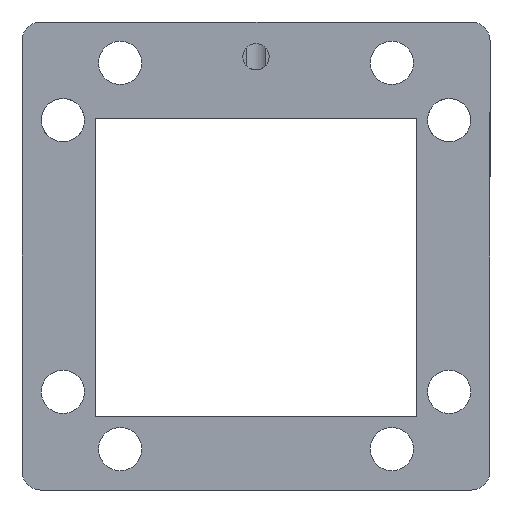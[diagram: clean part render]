
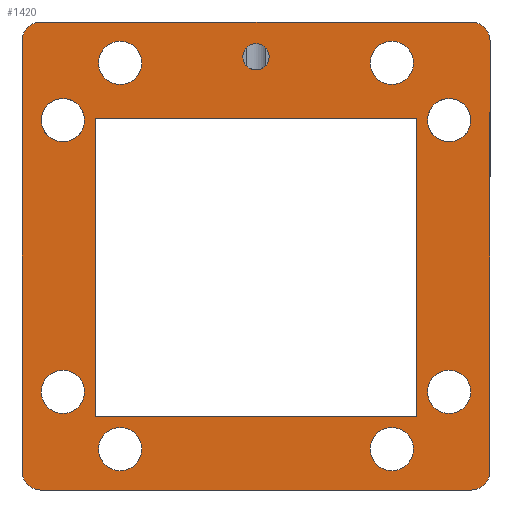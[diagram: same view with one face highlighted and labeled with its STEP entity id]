
A CAD part, front view. The second image highlights one B-rep face of the part: STEP entity #1420.
In plain terms, the highlighted planar face has unit normal (0, -1, 0).
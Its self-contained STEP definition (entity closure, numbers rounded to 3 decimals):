
#71=FACE_BOUND('',#305,.T.);
#72=FACE_BOUND('',#306,.T.);
#73=FACE_BOUND('',#307,.T.);
#74=FACE_BOUND('',#308,.T.);
#75=FACE_BOUND('',#309,.T.);
#76=FACE_BOUND('',#310,.T.);
#77=FACE_BOUND('',#311,.T.);
#78=FACE_BOUND('',#312,.T.);
#79=FACE_BOUND('',#313,.T.);
#80=FACE_BOUND('',#314,.T.);
#110=PLANE('',#1596);
#180=FACE_OUTER_BOUND('',#304,.T.);
#304=EDGE_LOOP('',(#1290,#1291,#1292,#1293,#1294,#1295,#1296,#1297));
#305=EDGE_LOOP('',(#1298));
#306=EDGE_LOOP('',(#1299));
#307=EDGE_LOOP('',(#1300));
#308=EDGE_LOOP('',(#1301));
#309=EDGE_LOOP('',(#1302));
#310=EDGE_LOOP('',(#1303));
#311=EDGE_LOOP('',(#1304));
#312=EDGE_LOOP('',(#1305));
#313=EDGE_LOOP('',(#1306));
#314=EDGE_LOOP('',(#1307,#1308,#1309,#1310));
#348=LINE('',#2138,#452);
#360=LINE('',#2210,#464);
#368=LINE('',#2231,#472);
#410=LINE('',#2421,#514);
#414=LINE('',#2428,#518);
#415=LINE('',#2431,#519);
#417=LINE('',#2434,#521);
#418=LINE('',#2436,#522);
#452=VECTOR('',#1720,10.);
#464=VECTOR('',#1784,10.);
#472=VECTOR('',#1804,10.);
#514=VECTOR('',#1994,10.);
#518=VECTOR('',#2002,10.);
#519=VECTOR('',#2005,10.);
#521=VECTOR('',#2009,10.);
#522=VECTOR('',#2012,10.);
#523=CIRCLE('',#1442,2.3);
#525=CIRCLE('',#1445,2.3);
#529=CIRCLE('',#1450,2.3);
#531=CIRCLE('',#1453,2.3);
#533=CIRCLE('',#1456,2.3);
#537=CIRCLE('',#1461,2.3);
#539=CIRCLE('',#1464,2.3);
#541=CIRCLE('',#1467,2.3);
#546=CIRCLE('',#1479,2.);
#573=CIRCLE('',#1509,2.);
#576=CIRCLE('',#1515,2.);
#578=CIRCLE('',#1520,2.);
#580=CIRCLE('',#1524,1.4);
#609=VERTEX_POINT('',#2017);
#611=VERTEX_POINT('',#2023);
#617=VERTEX_POINT('',#2037);
#619=VERTEX_POINT('',#2043);
#621=VERTEX_POINT('',#2049);
#627=VERTEX_POINT('',#2063);
#629=VERTEX_POINT('',#2069);
#631=VERTEX_POINT('',#2075);
#647=VERTEX_POINT('',#2119);
#648=VERTEX_POINT('',#2121);
#653=VERTEX_POINT('',#2137);
#680=VERTEX_POINT('',#2192);
#681=VERTEX_POINT('',#2194);
#687=VERTEX_POINT('',#2208);
#692=VERTEX_POINT('',#2222);
#694=VERTEX_POINT('',#2229);
#699=VERTEX_POINT('',#2246);
#731=VERTEX_POINT('',#2418);
#732=VERTEX_POINT('',#2420);
#733=VERTEX_POINT('',#2426);
#734=VERTEX_POINT('',#2430);
#735=EDGE_CURVE('',#609,#609,#523,.T.);
#738=EDGE_CURVE('',#611,#611,#525,.T.);
#745=EDGE_CURVE('',#617,#617,#529,.T.);
#748=EDGE_CURVE('',#619,#619,#531,.T.);
#751=EDGE_CURVE('',#621,#621,#533,.T.);
#758=EDGE_CURVE('',#627,#627,#537,.T.);
#761=EDGE_CURVE('',#629,#629,#539,.T.);
#764=EDGE_CURVE('',#631,#631,#541,.T.);
#786=EDGE_CURVE('',#647,#648,#546,.T.);
#795=EDGE_CURVE('',#648,#653,#348,.T.);
#823=EDGE_CURVE('',#680,#681,#573,.T.);
#831=EDGE_CURVE('',#687,#680,#360,.T.);
#838=EDGE_CURVE('',#692,#687,#576,.T.);
#842=EDGE_CURVE('',#694,#692,#368,.T.);
#846=EDGE_CURVE('',#653,#694,#578,.T.);
#849=EDGE_CURVE('',#699,#699,#580,.T.);
#918=EDGE_CURVE('',#732,#731,#410,.T.);
#922=EDGE_CURVE('',#733,#731,#414,.T.);
#923=EDGE_CURVE('',#734,#733,#415,.T.);
#925=EDGE_CURVE('',#732,#734,#417,.T.);
#926=EDGE_CURVE('',#681,#647,#418,.T.);
#1290=ORIENTED_EDGE('',*,*,#786,.F.);
#1291=ORIENTED_EDGE('',*,*,#926,.F.);
#1292=ORIENTED_EDGE('',*,*,#823,.F.);
#1293=ORIENTED_EDGE('',*,*,#831,.F.);
#1294=ORIENTED_EDGE('',*,*,#838,.F.);
#1295=ORIENTED_EDGE('',*,*,#842,.F.);
#1296=ORIENTED_EDGE('',*,*,#846,.F.);
#1297=ORIENTED_EDGE('',*,*,#795,.F.);
#1298=ORIENTED_EDGE('',*,*,#735,.T.);
#1299=ORIENTED_EDGE('',*,*,#738,.T.);
#1300=ORIENTED_EDGE('',*,*,#745,.T.);
#1301=ORIENTED_EDGE('',*,*,#748,.T.);
#1302=ORIENTED_EDGE('',*,*,#751,.T.);
#1303=ORIENTED_EDGE('',*,*,#758,.T.);
#1304=ORIENTED_EDGE('',*,*,#761,.T.);
#1305=ORIENTED_EDGE('',*,*,#764,.T.);
#1306=ORIENTED_EDGE('',*,*,#849,.T.);
#1307=ORIENTED_EDGE('',*,*,#925,.F.);
#1308=ORIENTED_EDGE('',*,*,#918,.T.);
#1309=ORIENTED_EDGE('',*,*,#922,.F.);
#1310=ORIENTED_EDGE('',*,*,#923,.F.);
#1420=ADVANCED_FACE('',(#180,#71,#72,#73,#74,#75,#76,#77,#78,#79,#80),#110,
 .F.);
#1442=AXIS2_PLACEMENT_3D('',#2018,#1601,#1602);
#1445=AXIS2_PLACEMENT_3D('',#2024,#1608,#1609);
#1450=AXIS2_PLACEMENT_3D('',#2038,#1621,#1622);
#1453=AXIS2_PLACEMENT_3D('',#2044,#1628,#1629);
#1456=AXIS2_PLACEMENT_3D('',#2050,#1635,#1636);
#1461=AXIS2_PLACEMENT_3D('',#2064,#1648,#1649);
#1464=AXIS2_PLACEMENT_3D('',#2070,#1655,#1656);
#1467=AXIS2_PLACEMENT_3D('',#2076,#1662,#1663);
#1479=AXIS2_PLACEMENT_3D('',#2122,#1703,#1704);
#1509=AXIS2_PLACEMENT_3D('',#2195,#1773,#1774);
#1515=AXIS2_PLACEMENT_3D('',#2224,#1797,#1798);
#1520=AXIS2_PLACEMENT_3D('',#2239,#1813,#1814);
#1524=AXIS2_PLACEMENT_3D('',#2247,#1822,#1823);
#1596=AXIS2_PLACEMENT_3D('',#2437,#2013,#2014);
#1601=DIRECTION('center_axis',(0.,1.,0.));
#1602=DIRECTION('ref_axis',(1.,0.,0.));
#1608=DIRECTION('center_axis',(0.,1.,0.));
#1609=DIRECTION('ref_axis',(1.,0.,0.));
#1621=DIRECTION('center_axis',(0.,1.,0.));
#1622=DIRECTION('ref_axis',(1.,0.,0.));
#1628=DIRECTION('center_axis',(0.,1.,0.));
#1629=DIRECTION('ref_axis',(1.,0.,0.));
#1635=DIRECTION('center_axis',(0.,1.,0.));
#1636=DIRECTION('ref_axis',(1.,0.,0.));
#1648=DIRECTION('center_axis',(0.,1.,0.));
#1649=DIRECTION('ref_axis',(1.,0.,0.));
#1655=DIRECTION('center_axis',(0.,1.,0.));
#1656=DIRECTION('ref_axis',(1.,0.,0.));
#1662=DIRECTION('center_axis',(0.,1.,0.));
#1663=DIRECTION('ref_axis',(1.,0.,0.));
#1703=DIRECTION('center_axis',(0.,1.,0.));
#1704=DIRECTION('ref_axis',(-0.707,0.,0.707));
#1720=DIRECTION('',(1.,0.,0.));
#1773=DIRECTION('center_axis',(0.,1.,0.));
#1774=DIRECTION('ref_axis',(-0.707,0.,-0.707));
#1784=DIRECTION('',(-1.,0.,0.));
#1797=DIRECTION('center_axis',(0.,1.,0.));
#1798=DIRECTION('ref_axis',(0.707,0.,-0.707));
#1804=DIRECTION('',(0.,0.,-1.));
#1813=DIRECTION('center_axis',(0.,1.,0.));
#1814=DIRECTION('ref_axis',(0.707,0.,0.707));
#1822=DIRECTION('center_axis',(0.,1.,0.));
#1823=DIRECTION('ref_axis',(1.,0.,0.));
#1994=DIRECTION('',(1.,0.,0.));
#2002=DIRECTION('',(0.,0.,1.));
#2005=DIRECTION('',(1.,0.,0.));
#2009=DIRECTION('',(0.,0.,-1.));
#2012=DIRECTION('',(0.,0.,1.));
#2013=DIRECTION('center_axis',(0.,1.,0.));
#2014=DIRECTION('ref_axis',(0.,0.,1.));
#2017=CARTESIAN_POINT('',(-12.75,0.,-45.45));
#2018=CARTESIAN_POINT('Origin',(-10.45,0.,-45.45));
#2023=CARTESIAN_POINT('',(-6.65,0.,-10.45));
#2024=CARTESIAN_POINT('Origin',(-4.35,0.,-10.45));
#2037=CARTESIAN_POINT('',(-41.65,0.,-4.35));
#2038=CARTESIAN_POINT('Origin',(-39.35,0.,-4.35));
#2043=CARTESIAN_POINT('',(-47.75,0.,-39.35));
#2044=CARTESIAN_POINT('Origin',(-45.45,0.,-39.35));
#2049=CARTESIAN_POINT('',(-47.75,0.,-10.45));
#2050=CARTESIAN_POINT('Origin',(-45.45,0.,-10.45));
#2063=CARTESIAN_POINT('',(-12.75,0.,-4.35));
#2064=CARTESIAN_POINT('Origin',(-10.45,0.,-4.35));
#2069=CARTESIAN_POINT('',(-6.65,0.,-39.35));
#2070=CARTESIAN_POINT('Origin',(-4.35,0.,-39.35));
#2075=CARTESIAN_POINT('',(-41.65,0.,-45.45));
#2076=CARTESIAN_POINT('Origin',(-39.35,0.,-45.45));
#2119=CARTESIAN_POINT('',(-49.8,0.,-2.));
#2121=CARTESIAN_POINT('',(-47.8,0.,0.));
#2122=CARTESIAN_POINT('Origin',(-47.8,0.,-2.));
#2137=CARTESIAN_POINT('',(-2.,0.,0.));
#2138=CARTESIAN_POINT('',(-49.8,0.,0.));
#2192=CARTESIAN_POINT('',(-47.8,0.,-49.8));
#2194=CARTESIAN_POINT('',(-49.8,0.,-47.8));
#2195=CARTESIAN_POINT('Origin',(-47.8,0.,-47.8));
#2208=CARTESIAN_POINT('',(-2.,0.,-49.8));
#2210=CARTESIAN_POINT('',(0.,0.,-49.8));
#2222=CARTESIAN_POINT('',(0.,0.,-47.8));
#2224=CARTESIAN_POINT('Origin',(-2.,0.,-47.8));
#2229=CARTESIAN_POINT('',(0.,0.,-2.));
#2231=CARTESIAN_POINT('',(0.,0.,0.));
#2239=CARTESIAN_POINT('Origin',(-2.,0.,-2.));
#2246=CARTESIAN_POINT('',(-26.3,0.,-3.7));
#2247=CARTESIAN_POINT('Origin',(-24.9,0.,-3.7));
#2418=CARTESIAN_POINT('',(-7.8,0.,-10.23));
#2420=CARTESIAN_POINT('',(-42.,0.,-10.23));
#2421=CARTESIAN_POINT('',(-49.8,0.,-10.23));
#2426=CARTESIAN_POINT('',(-7.8,0.,-42.));
#2428=CARTESIAN_POINT('',(-7.8,0.,-42.));
#2430=CARTESIAN_POINT('',(-42.,0.,-42.));
#2431=CARTESIAN_POINT('',(-42.,0.,-42.));
#2434=CARTESIAN_POINT('',(-42.,0.,-7.8));
#2436=CARTESIAN_POINT('',(-49.8,0.,-49.8));
#2437=CARTESIAN_POINT('Origin',(-24.9,0.,-24.9));
